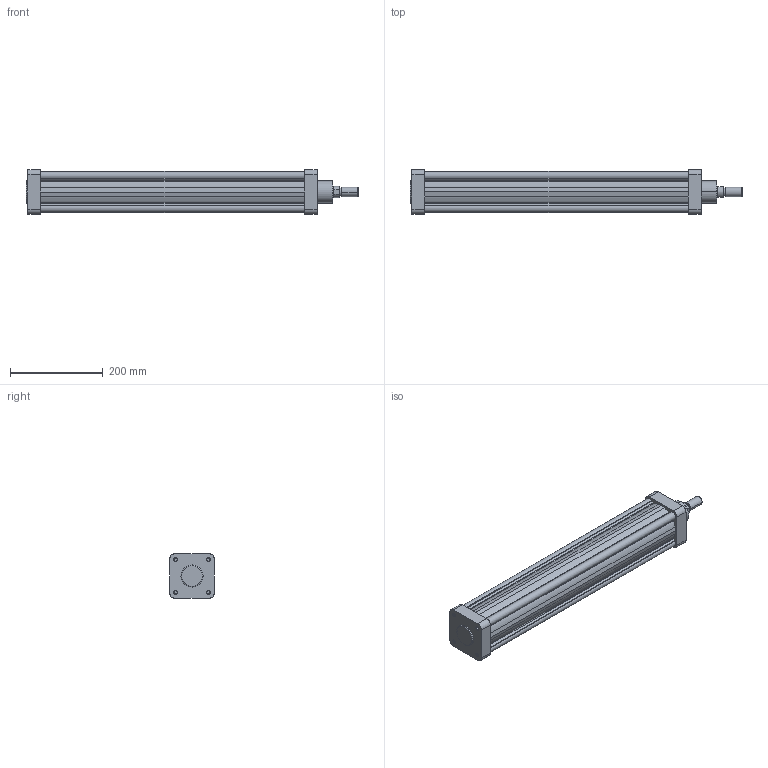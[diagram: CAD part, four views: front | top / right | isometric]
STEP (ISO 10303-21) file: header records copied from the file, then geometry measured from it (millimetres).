
FILE_DESCRIPTION (( 'STEP AP214' ), '1' );
FILE_NAME ('PAG 80-500 CYLINDER.STEP', '2010-08-04T15:28:02', ( '' ), ( '' ), 'SwSTEP 2.0', 'SolidWorks 2010', '' );
FILE_SCHEMA (( 'AUTOMOTIVE_DESIGN' ));
Length unit declared in the file: millimetre
Products named in the file (5): pns pag 80 arka kapak; pns pag 80 on kapak; PNS-PAG 80 M尳; pag  80  boru; PAG  80-500  CYLINDER
Assembly tree (4 placements, depth 2):
  PAG  80-500  CYLINDER
    pns pag 80 on kapak
    pns pag 80 arka kapak
    PNS-PAG 80 M尳
    pag  80  boru
Bounding box: 716 x 96 x 96 mm (x, y, z)
Volume: 1954928.1 mm3; surface area: 575540.4 mm2
Topology: 4 solids, 4 shells, 198 faces, 470 edges, 300 vertices
Faces by surface type: cylinder 90, plane 72, cone 28, torus 8
Entity records: 6248 total; most frequent: DIRECTION 1098, CARTESIAN_POINT 1011, ORIENTED_EDGE 940, EDGE_CURVE 470, AXIS2_PLACEMENT_3D 427, VERTEX_POINT 300, LINE 244, VECTOR 244
